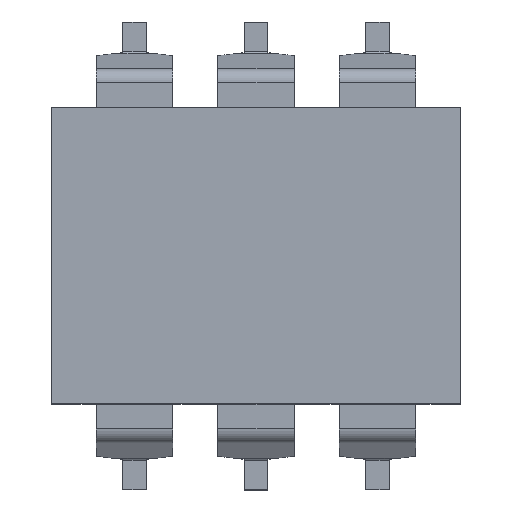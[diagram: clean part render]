
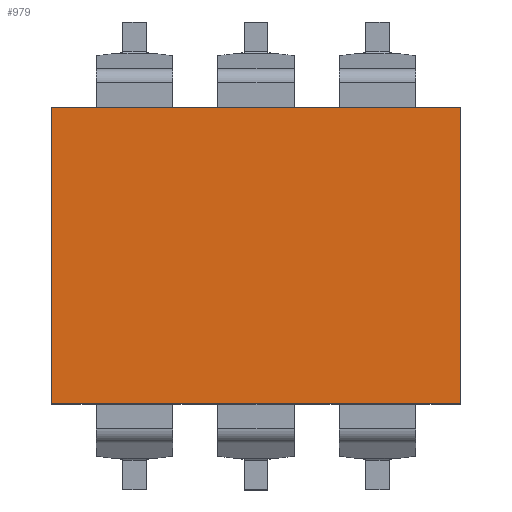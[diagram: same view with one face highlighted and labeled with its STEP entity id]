
A CAD part, top view. The second image highlights one B-rep face of the part: STEP entity #979.
In plain terms, the highlighted planar face has unit normal (0, 0, 1).
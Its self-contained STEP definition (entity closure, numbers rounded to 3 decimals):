
#979 = ADVANCED_FACE( '', ( #1943 ), #1944, .T. );
#1943 = FACE_OUTER_BOUND( '', #2990, .T. );
#1944 = PLANE( '', #2991 );
#2990 = EDGE_LOOP( '', ( #5388, #5389, #5390, #5391 ) );
#2991 = AXIS2_PLACEMENT_3D( '', #5392, #5393, #5394 );
#5388 = ORIENTED_EDGE( '', *, *, #7310, .T. );
#5389 = ORIENTED_EDGE( '', *, *, #6823, .T. );
#5390 = ORIENTED_EDGE( '', *, *, #7102, .T. );
#5391 = ORIENTED_EDGE( '', *, *, #6744, .T. );
#5392 = CARTESIAN_POINT( '', ( 0., 0., 0. ) );
#5393 = DIRECTION( '', ( 0., 0., 1. ) );
#5394 = DIRECTION( '', ( 1., 0., 0. ) );
#6744 = EDGE_CURVE( '', #8090, #8091, #8092, .T. );
#6823 = EDGE_CURVE( '', #8226, #8227, #8228, .T. );
#7102 = EDGE_CURVE( '', #8227, #8090, #8668, .T. );
#7310 = EDGE_CURVE( '', #8091, #8226, #8971, .T. );
#8090 = VERTEX_POINT( '', #10047 );
#8091 = VERTEX_POINT( '', #10048 );
#8092 = LINE( '', #10049, #10050 );
#8226 = VERTEX_POINT( '', #10245 );
#8227 = VERTEX_POINT( '', #10246 );
#8228 = LINE( '', #10247, #10248 );
#8668 = LINE( '', #10953, #10954 );
#8971 = LINE( '', #11467, #11468 );
#10047 = CARTESIAN_POINT( '', ( 4.28, 3.1, 0. ) );
#10048 = CARTESIAN_POINT( '', ( -4.28, 3.1, 0. ) );
#10049 = CARTESIAN_POINT( '', ( 4.28, 3.1, 0. ) );
#10050 = VECTOR( '', #12610, 1000. );
#10245 = CARTESIAN_POINT( '', ( -4.28, -3.1, 0. ) );
#10246 = CARTESIAN_POINT( '', ( 4.28, -3.1, 0. ) );
#10247 = CARTESIAN_POINT( '', ( -4.28, -3.1, 0. ) );
#10248 = VECTOR( '', #12678, 1000. );
#10953 = CARTESIAN_POINT( '', ( 4.28, -3.1, 0. ) );
#10954 = VECTOR( '', #12925, 1000. );
#11467 = CARTESIAN_POINT( '', ( -4.28, 3.1, 0. ) );
#11468 = VECTOR( '', #13074, 1000. );
#12610 = DIRECTION( '', ( -1., 0., 0. ) );
#12678 = DIRECTION( '', ( 1., 0., 0. ) );
#12925 = DIRECTION( '', ( 0., 1., 0. ) );
#13074 = DIRECTION( '', ( 0., -1., 0. ) );
